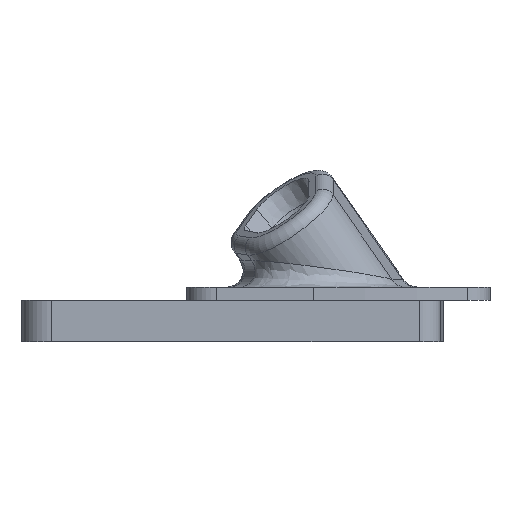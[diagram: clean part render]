
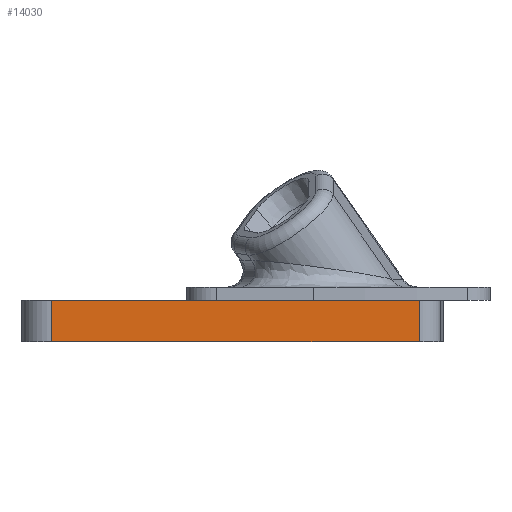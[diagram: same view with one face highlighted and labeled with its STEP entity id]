
A CAD part, left-side view. The second image highlights one B-rep face of the part: STEP entity #14030.
In plain terms, the highlighted planar face has unit normal (-1, 0, 0).
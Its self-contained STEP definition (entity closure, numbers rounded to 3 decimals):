
#6270 = PLANE('',#6271);
#6271 = AXIS2_PLACEMENT_3D('',#6272,#6273,#6274);
#6272 = CARTESIAN_POINT('',(0.,0.,-1.6));
#6273 = DIRECTION('',(0.,0.,1.));
#6274 = DIRECTION('',(1.,0.,0.));
#6733 = VERTEX_POINT('',#6734);
#6734 = CARTESIAN_POINT('',(-72.8,18.4,-1.6));
#6748 = PLANE('',#6749);
#6749 = AXIS2_PLACEMENT_3D('',#6750,#6751,#6752);
#6750 = CARTESIAN_POINT('',(0.,12.8,-1.6));
#6751 = DIRECTION('',(0.,0.,-1.));
#6752 = DIRECTION('',(-1.,0.,0.));
#11363 = EDGE_CURVE('',#6733,#11364,#11366,.T.);
#11364 = VERTEX_POINT('',#11365);
#11365 = CARTESIAN_POINT('',(-72.8,-9.8,-1.6));
#11366 = SURFACE_CURVE('',#11367,(#11371,#11378),.PCURVE_S1.);
#11367 = LINE('',#11368,#11369);
#11368 = CARTESIAN_POINT('',(-72.8,-4.9,-1.6));
#11369 = VECTOR('',#11370,1.);
#11370 = DIRECTION('',(0.,-1.,0.));
#11371 = PCURVE('',#6270,#11372);
#11372 = DEFINITIONAL_REPRESENTATION('',(#11373),#11377);
#11373 = LINE('',#11374,#11375);
#11374 = CARTESIAN_POINT('',(-72.8,-4.9));
#11375 = VECTOR('',#11376,1.);
#11376 = DIRECTION('',(0.,-1.));
#11377 = ( GEOMETRIC_REPRESENTATION_CONTEXT(2) 
PARAMETRIC_REPRESENTATION_CONTEXT() REPRESENTATION_CONTEXT('2D SPACE',''
  ) );
#11378 = PCURVE('',#11379,#11384);
#11379 = PLANE('',#11380);
#11380 = AXIS2_PLACEMENT_3D('',#11381,#11382,#11383);
#11381 = CARTESIAN_POINT('',(-72.8,-9.8,-1.6));
#11382 = DIRECTION('',(-1.,0.,0.));
#11383 = DIRECTION('',(0.,1.,0.));
#11384 = DEFINITIONAL_REPRESENTATION('',(#11385),#11389);
#11385 = LINE('',#11386,#11387);
#11386 = CARTESIAN_POINT('',(4.9,0.));
#11387 = VECTOR('',#11388,1.);
#11388 = DIRECTION('',(-1.,0.));
#11389 = ( GEOMETRIC_REPRESENTATION_CONTEXT(2) 
PARAMETRIC_REPRESENTATION_CONTEXT() REPRESENTATION_CONTEXT('2D SPACE',''
  ) );
#11408 = CYLINDRICAL_SURFACE('',#11409,2.6);
#11409 = AXIS2_PLACEMENT_3D('',#11410,#11411,#11412);
#11410 = CARTESIAN_POINT('',(-70.2,-9.8,-1.6));
#11411 = DIRECTION('',(0.,0.,-1.));
#11412 = DIRECTION('',(0.,-1.,0.));
#11714 = VERTEX_POINT('',#11715);
#11715 = CARTESIAN_POINT('',(-72.8,34.8,-1.6));
#11730 = CYLINDRICAL_SURFACE('',#11731,3.6);
#11731 = AXIS2_PLACEMENT_3D('',#11732,#11733,#11734);
#11732 = CARTESIAN_POINT('',(-69.2,34.8,-1.6));
#11733 = DIRECTION('',(0.,0.,-1.));
#11734 = DIRECTION('',(-1.,0.,0.));
#11742 = EDGE_CURVE('',#6733,#11714,#11743,.T.);
#11743 = SURFACE_CURVE('',#11744,(#11748,#11755),.PCURVE_S1.);
#11744 = LINE('',#11745,#11746);
#11745 = CARTESIAN_POINT('',(-72.8,-9.8,-1.6));
#11746 = VECTOR('',#11747,1.);
#11747 = DIRECTION('',(0.,1.,0.));
#11748 = PCURVE('',#6748,#11749);
#11749 = DEFINITIONAL_REPRESENTATION('',(#11750),#11754);
#11750 = LINE('',#11751,#11752);
#11751 = CARTESIAN_POINT('',(72.8,-22.6));
#11752 = VECTOR('',#11753,1.);
#11753 = DIRECTION('',(0.,1.));
#11754 = ( GEOMETRIC_REPRESENTATION_CONTEXT(2) 
PARAMETRIC_REPRESENTATION_CONTEXT() REPRESENTATION_CONTEXT('2D SPACE',''
  ) );
#11755 = PCURVE('',#11379,#11756);
#11756 = DEFINITIONAL_REPRESENTATION('',(#11757),#11761);
#11757 = LINE('',#11758,#11759);
#11758 = CARTESIAN_POINT('',(0.,0.));
#11759 = VECTOR('',#11760,1.);
#11760 = DIRECTION('',(1.,0.));
#11761 = ( GEOMETRIC_REPRESENTATION_CONTEXT(2) 
PARAMETRIC_REPRESENTATION_CONTEXT() REPRESENTATION_CONTEXT('2D SPACE',''
  ) );
#14030 = ADVANCED_FACE('',(#14031),#11379,.T.);
#14031 = FACE_BOUND('',#14032,.T.);
#14032 = EDGE_LOOP('',(#14033,#14034,#14035,#14058,#14086));
#14033 = ORIENTED_EDGE('',*,*,#11363,.F.);
#14034 = ORIENTED_EDGE('',*,*,#11742,.T.);
#14035 = ORIENTED_EDGE('',*,*,#14036,.T.);
#14036 = EDGE_CURVE('',#11714,#14037,#14039,.T.);
#14037 = VERTEX_POINT('',#14038);
#14038 = CARTESIAN_POINT('',(-72.8,34.8,-6.6));
#14039 = SURFACE_CURVE('',#14040,(#14044,#14051),.PCURVE_S1.);
#14040 = LINE('',#14041,#14042);
#14041 = CARTESIAN_POINT('',(-72.8,34.8,-1.6));
#14042 = VECTOR('',#14043,1.);
#14043 = DIRECTION('',(0.,0.,-1.));
#14044 = PCURVE('',#11379,#14045);
#14045 = DEFINITIONAL_REPRESENTATION('',(#14046),#14050);
#14046 = LINE('',#14047,#14048);
#14047 = CARTESIAN_POINT('',(44.6,0.));
#14048 = VECTOR('',#14049,1.);
#14049 = DIRECTION('',(0.,1.));
#14050 = ( GEOMETRIC_REPRESENTATION_CONTEXT(2) 
PARAMETRIC_REPRESENTATION_CONTEXT() REPRESENTATION_CONTEXT('2D SPACE',''
  ) );
#14051 = PCURVE('',#11730,#14052);
#14052 = DEFINITIONAL_REPRESENTATION('',(#14053),#14057);
#14053 = LINE('',#14054,#14055);
#14054 = CARTESIAN_POINT('',(0.,0.));
#14055 = VECTOR('',#14056,1.);
#14056 = DIRECTION('',(0.,1.));
#14057 = ( GEOMETRIC_REPRESENTATION_CONTEXT(2) 
PARAMETRIC_REPRESENTATION_CONTEXT() REPRESENTATION_CONTEXT('2D SPACE',''
  ) );
#14058 = ORIENTED_EDGE('',*,*,#14059,.F.);
#14059 = EDGE_CURVE('',#14060,#14037,#14062,.T.);
#14060 = VERTEX_POINT('',#14061);
#14061 = CARTESIAN_POINT('',(-72.8,-9.8,-6.6));
#14062 = SURFACE_CURVE('',#14063,(#14067,#14074),.PCURVE_S1.);
#14063 = LINE('',#14064,#14065);
#14064 = CARTESIAN_POINT('',(-72.8,-9.8,-6.6));
#14065 = VECTOR('',#14066,1.);
#14066 = DIRECTION('',(0.,1.,0.));
#14067 = PCURVE('',#11379,#14068);
#14068 = DEFINITIONAL_REPRESENTATION('',(#14069),#14073);
#14069 = LINE('',#14070,#14071);
#14070 = CARTESIAN_POINT('',(0.,5.));
#14071 = VECTOR('',#14072,1.);
#14072 = DIRECTION('',(1.,0.));
#14073 = ( GEOMETRIC_REPRESENTATION_CONTEXT(2) 
PARAMETRIC_REPRESENTATION_CONTEXT() REPRESENTATION_CONTEXT('2D SPACE',''
  ) );
#14074 = PCURVE('',#14075,#14080);
#14075 = PLANE('',#14076);
#14076 = AXIS2_PLACEMENT_3D('',#14077,#14078,#14079);
#14077 = CARTESIAN_POINT('',(0.,12.8,-6.6));
#14078 = DIRECTION('',(0.,0.,-1.));
#14079 = DIRECTION('',(-1.,0.,0.));
#14080 = DEFINITIONAL_REPRESENTATION('',(#14081),#14085);
#14081 = LINE('',#14082,#14083);
#14082 = CARTESIAN_POINT('',(72.8,-22.6));
#14083 = VECTOR('',#14084,1.);
#14084 = DIRECTION('',(0.,1.));
#14085 = ( GEOMETRIC_REPRESENTATION_CONTEXT(2) 
PARAMETRIC_REPRESENTATION_CONTEXT() REPRESENTATION_CONTEXT('2D SPACE',''
  ) );
#14086 = ORIENTED_EDGE('',*,*,#14087,.F.);
#14087 = EDGE_CURVE('',#11364,#14060,#14088,.T.);
#14088 = SURFACE_CURVE('',#14089,(#14093,#14100),.PCURVE_S1.);
#14089 = LINE('',#14090,#14091);
#14090 = CARTESIAN_POINT('',(-72.8,-9.8,-1.6));
#14091 = VECTOR('',#14092,1.);
#14092 = DIRECTION('',(0.,0.,-1.));
#14093 = PCURVE('',#11379,#14094);
#14094 = DEFINITIONAL_REPRESENTATION('',(#14095),#14099);
#14095 = LINE('',#14096,#14097);
#14096 = CARTESIAN_POINT('',(0.,0.));
#14097 = VECTOR('',#14098,1.);
#14098 = DIRECTION('',(0.,1.));
#14099 = ( GEOMETRIC_REPRESENTATION_CONTEXT(2) 
PARAMETRIC_REPRESENTATION_CONTEXT() REPRESENTATION_CONTEXT('2D SPACE',''
  ) );
#14100 = PCURVE('',#11408,#14101);
#14101 = DEFINITIONAL_REPRESENTATION('',(#14102),#14106);
#14102 = LINE('',#14103,#14104);
#14103 = CARTESIAN_POINT('',(1.571,0.));
#14104 = VECTOR('',#14105,1.);
#14105 = DIRECTION('',(0.,1.));
#14106 = ( GEOMETRIC_REPRESENTATION_CONTEXT(2) 
PARAMETRIC_REPRESENTATION_CONTEXT() REPRESENTATION_CONTEXT('2D SPACE',''
  ) );
